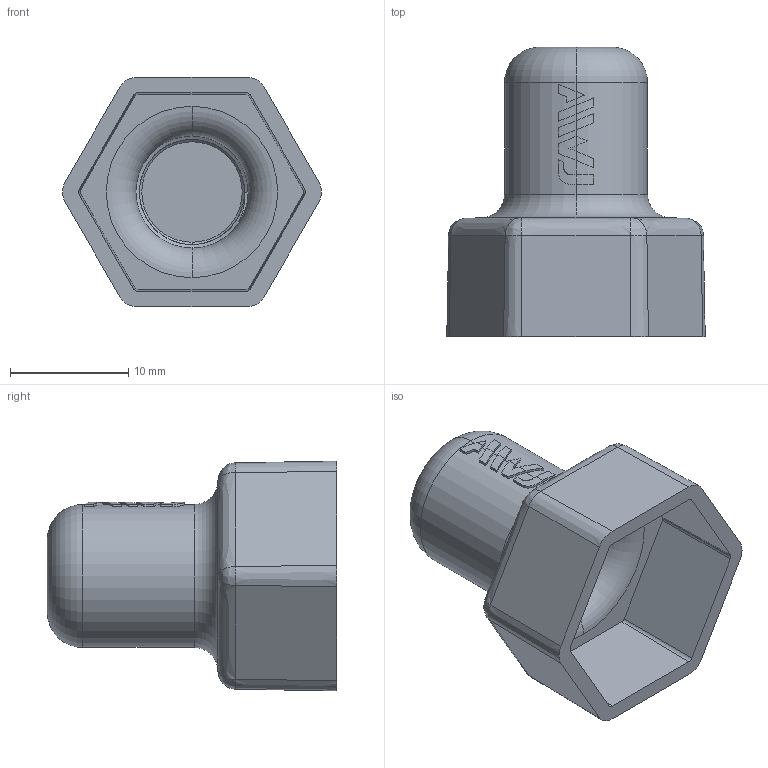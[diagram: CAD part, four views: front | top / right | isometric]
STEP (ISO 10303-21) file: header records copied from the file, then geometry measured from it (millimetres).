
FILE_DESCRIPTION(('STEP AP203'),'1');
FILE_NAME('.step','2024-11-29T09:34:45',(' '),(' '),'Spatial InterOp 3D',' ',' ');
FILE_SCHEMA(('CONFIG_CONTROL_DESIGN'));
Length unit declared in the file: millimetre
Products named in the file (1): 1
Bounding box: 21.91 x 24.5 x 19.45 mm (x, y, z)
Volume: 1817.7 mm3; surface area: 2860 mm2
Topology: 8 solids, 8 shells, 256 faces, 737 edges, 501 vertices
Faces by surface type: bspline 118, plane 78, cylinder 37, cone 17, torus 6
Entity records: 10461 total; most frequent: CARTESIAN_POINT 4455, ORIENTED_EDGE 1474, DIRECTION 890, EDGE_CURVE 737, VERTEX_POINT 503, AXIS2_PLACEMENT_3D 319, B_SPLINE_CURVE_WITH_KNOTS 310, EDGE_LOOP 260
